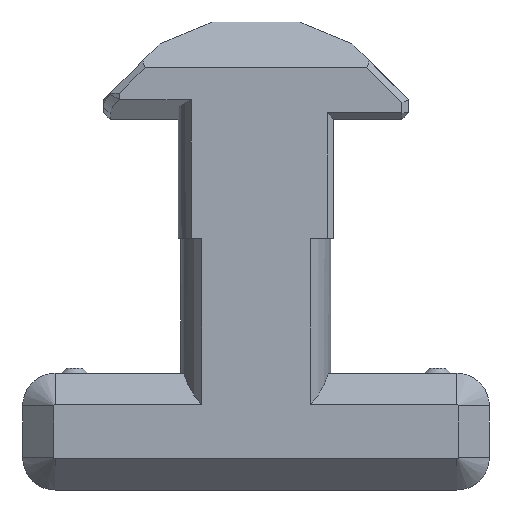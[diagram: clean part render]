
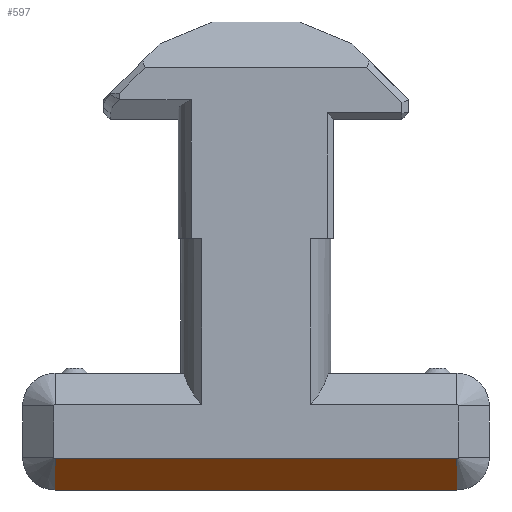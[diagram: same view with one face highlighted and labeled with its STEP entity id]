
A CAD part, front view. The second image highlights one B-rep face of the part: STEP entity #597.
In plain terms, the highlighted planar face has unit normal (0, -0.707, -0.707).
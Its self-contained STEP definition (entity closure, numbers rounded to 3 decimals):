
#45 = VECTOR ( 'NONE', #1920, 1000. ) ;
#93 = VECTOR ( 'NONE', #1323, 1000. ) ;
#100 = CARTESIAN_POINT ( 'NONE',  ( -7.75, -2., -3.3 ) ) ;
#237 = CARTESIAN_POINT ( 'NONE',  ( -7.75, -0.8, -4.5 ) ) ;
#252 = ORIENTED_EDGE ( 'NONE', *, *, #2128, .T. ) ;
#339 = DIRECTION ( 'NONE',  ( 0., -0.707, 0.707 ) ) ;
#356 = VERTEX_POINT ( 'NONE', #100 ) ;
#450 = DIRECTION ( 'NONE',  ( 0., -0.707, -0.707 ) ) ;
#477 = PLANE ( 'NONE',  #2355 ) ;
#597 = ADVANCED_FACE ( 'NONE', ( #1090 ), #477, .T. ) ;
#1007 = EDGE_CURVE ( 'NONE', #1800, #356, #1289, .T. ) ;
#1050 = CARTESIAN_POINT ( 'NONE',  ( 7.75, -0.8, -4.5 ) ) ;
#1064 = VERTEX_POINT ( 'NONE', #1050 ) ;
#1065 = CARTESIAN_POINT ( 'NONE',  ( 0., -2., -3.3 ) ) ;
#1082 = CARTESIAN_POINT ( 'NONE',  ( -7.75, -1.4, -3.9 ) ) ;
#1090 = FACE_OUTER_BOUND ( 'NONE', #1194, .T. ) ;
#1142 = CARTESIAN_POINT ( 'NONE',  ( 0., -0.8, -4.5 ) ) ;
#1184 = VERTEX_POINT ( 'NONE', #2130 ) ;
#1194 = EDGE_LOOP ( 'NONE', ( #1607, #1502, #252, #1201 ) ) ;
#1201 = ORIENTED_EDGE ( 'NONE', *, *, #1802, .F. ) ;
#1289 = LINE ( 'NONE', #1082, #45 ) ;
#1323 = DIRECTION ( 'NONE',  ( 1., 0., 0. ) ) ;
#1491 = DIRECTION ( 'NONE',  ( -1., 0., 0. ) ) ;
#1502 = ORIENTED_EDGE ( 'NONE', *, *, #2163, .T. ) ;
#1607 = ORIENTED_EDGE ( 'NONE', *, *, #1007, .F. ) ;
#1793 = VECTOR ( 'NONE', #1982, 1000. ) ;
#1800 = VERTEX_POINT ( 'NONE', #237 ) ;
#1802 = EDGE_CURVE ( 'NONE', #356, #1184, #2362, .T. ) ;
#1911 = CARTESIAN_POINT ( 'NONE',  ( 7.76, -2.007, -3.293 ) ) ;
#1920 = DIRECTION ( 'NONE',  ( 0., -0.707, 0.707 ) ) ;
#1982 = DIRECTION ( 'NONE',  ( 1., 0., 0. ) ) ;
#2025 = CARTESIAN_POINT ( 'NONE',  ( 7.75, -1.4, -3.9 ) ) ;
#2128 = EDGE_CURVE ( 'NONE', #1064, #1184, #2638, .T. ) ;
#2130 = CARTESIAN_POINT ( 'NONE',  ( 7.75, -2., -3.3 ) ) ;
#2163 = EDGE_CURVE ( 'NONE', #1800, #1064, #2629, .T. ) ;
#2355 = AXIS2_PLACEMENT_3D ( 'NONE', #1911, #450, #1491 ) ;
#2362 = LINE ( 'NONE', #1065, #93 ) ;
#2629 = LINE ( 'NONE', #1142, #1793 ) ;
#2638 = LINE ( 'NONE', #2025, #2652 ) ;
#2652 = VECTOR ( 'NONE', #339, 1000. ) ;
